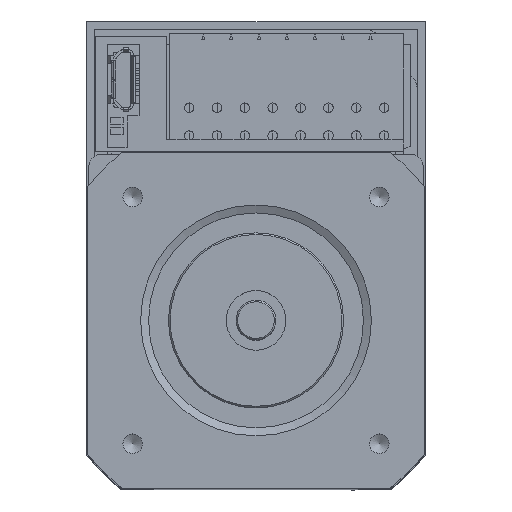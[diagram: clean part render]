
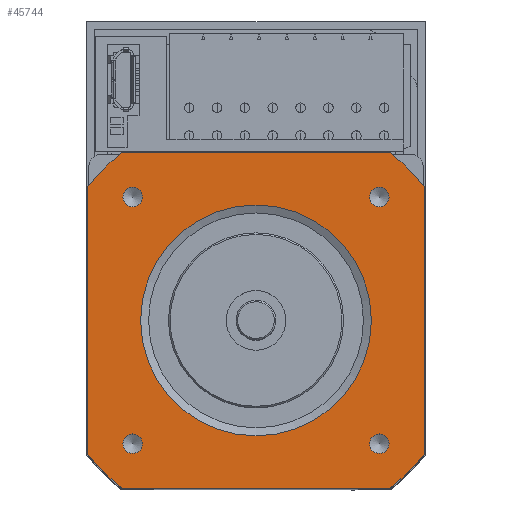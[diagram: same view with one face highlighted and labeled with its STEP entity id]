
A CAD part, top view. The second image highlights one B-rep face of the part: STEP entity #45744.
In plain terms, the highlighted planar face has unit normal (0, 0, 1).
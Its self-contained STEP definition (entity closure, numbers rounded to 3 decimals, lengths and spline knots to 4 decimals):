
#5151=LINE('',#75068,#10009);
#5156=LINE('',#75078,#10014);
#5162=LINE('',#75116,#10020);
#5163=LINE('',#75120,#10021);
#10009=VECTOR('',#60689,3.3567);
#10014=VECTOR('',#60696,3.3567);
#10020=VECTOR('',#60740,3.3567);
#10021=VECTOR('',#60743,3.3567);
#11859=PLANE('',#49157);
#12564=FACE_BOUND('',#17495,.T.);
#12565=FACE_BOUND('',#17496,.T.);
#12566=FACE_BOUND('',#17497,.T.);
#12567=FACE_BOUND('',#17498,.T.);
#12568=FACE_BOUND('',#17499,.T.);
#14877=FACE_OUTER_BOUND('',#17494,.T.);
#17494=EDGE_LOOP('',(#40842,#40843,#40844,#40845,#40846,#40847,#40848,#40849));
#17495=EDGE_LOOP('',(#40850));
#17496=EDGE_LOOP('',(#40851));
#17497=EDGE_LOOP('',(#40852));
#17498=EDGE_LOOP('',(#40853));
#17499=EDGE_LOOP('',(#40854));
#18505=CIRCLE('',#49154,1.45);
#18507=CIRCLE('',#49158,2.7);
#18508=CIRCLE('',#49159,2.7);
#18509=CIRCLE('',#49160,2.7);
#18510=CIRCLE('',#49161,2.7);
#18511=CIRCLE('',#49162,0.123);
#18512=CIRCLE('',#49163,0.123);
#18513=CIRCLE('',#49164,0.123);
#18514=CIRCLE('',#49165,0.123);
#22531=VERTEX_POINT('',#75065);
#22532=VERTEX_POINT('',#75067);
#22535=VERTEX_POINT('',#75075);
#22536=VERTEX_POINT('',#75077);
#22546=VERTEX_POINT('',#75108);
#22548=VERTEX_POINT('',#75114);
#22549=VERTEX_POINT('',#75115);
#22550=VERTEX_POINT('',#75117);
#22551=VERTEX_POINT('',#75119);
#22552=VERTEX_POINT('',#75124);
#22553=VERTEX_POINT('',#75126);
#22554=VERTEX_POINT('',#75128);
#22555=VERTEX_POINT('',#75130);
#28642=EDGE_CURVE('',#22531,#22532,#5151,.T.);
#28647=EDGE_CURVE('',#22535,#22536,#5156,.T.);
#28661=EDGE_CURVE('',#22546,#22546,#18505,.T.);
#28663=EDGE_CURVE('',#22548,#22549,#5162,.T.);
#28664=EDGE_CURVE('',#22550,#22548,#18507,.T.);
#28665=EDGE_CURVE('',#22551,#22550,#5163,.T.);
#28666=EDGE_CURVE('',#22532,#22551,#18508,.T.);
#28667=EDGE_CURVE('',#22536,#22531,#18509,.T.);
#28668=EDGE_CURVE('',#22549,#22535,#18510,.T.);
#28669=EDGE_CURVE('',#22552,#22552,#18511,.T.);
#28670=EDGE_CURVE('',#22553,#22553,#18512,.T.);
#28671=EDGE_CURVE('',#22554,#22554,#18513,.T.);
#28672=EDGE_CURVE('',#22555,#22555,#18514,.T.);
#40842=ORIENTED_EDGE('',*,*,#28663,.F.);
#40843=ORIENTED_EDGE('',*,*,#28664,.F.);
#40844=ORIENTED_EDGE('',*,*,#28665,.F.);
#40845=ORIENTED_EDGE('',*,*,#28666,.F.);
#40846=ORIENTED_EDGE('',*,*,#28642,.F.);
#40847=ORIENTED_EDGE('',*,*,#28667,.F.);
#40848=ORIENTED_EDGE('',*,*,#28647,.F.);
#40849=ORIENTED_EDGE('',*,*,#28668,.F.);
#40850=ORIENTED_EDGE('',*,*,#28669,.T.);
#40851=ORIENTED_EDGE('',*,*,#28670,.T.);
#40852=ORIENTED_EDGE('',*,*,#28671,.T.);
#40853=ORIENTED_EDGE('',*,*,#28672,.T.);
#40854=ORIENTED_EDGE('',*,*,#28661,.F.);
#45744=ADVANCED_FACE('',(#14877,#12564,#12565,#12566,#12567,#12568),#11859,
 .T.);
#49154=AXIS2_PLACEMENT_3D('',#75109,#60732,#60733);
#49157=AXIS2_PLACEMENT_3D('',#75113,#60738,#60739);
#49158=AXIS2_PLACEMENT_3D('',#75118,#60741,#60742);
#49159=AXIS2_PLACEMENT_3D('',#75121,#60744,#60745);
#49160=AXIS2_PLACEMENT_3D('',#75122,#60746,#60747);
#49161=AXIS2_PLACEMENT_3D('',#75123,#60748,#60749);
#49162=AXIS2_PLACEMENT_3D('',#75125,#60750,#60751);
#49163=AXIS2_PLACEMENT_3D('',#75127,#60752,#60753);
#49164=AXIS2_PLACEMENT_3D('',#75129,#60754,#60755);
#49165=AXIS2_PLACEMENT_3D('',#75131,#60756,#60757);
#60689=DIRECTION('',(0.,1.,0.));
#60696=DIRECTION('',(-1.,0.,0.));
#60732=DIRECTION('center_axis',(0.,0.,
1.));
#60733=DIRECTION('ref_axis',(-1.,0.,0.));
#60738=DIRECTION('center_axis',(0.,0.,
1.));
#60739=DIRECTION('ref_axis',(0.,-1.,0.));
#60740=DIRECTION('',(0.,-1.,0.));
#60741=DIRECTION('center_axis',(0.,0.,
-1.));
#60742=DIRECTION('ref_axis',(0.622,0.783,0.));
#60743=DIRECTION('',(1.,0.,0.));
#60744=DIRECTION('center_axis',(0.,0.,
-1.));
#60745=DIRECTION('ref_axis',(-0.783,0.622,0.));
#60746=DIRECTION('center_axis',(0.,0.,
-1.));
#60747=DIRECTION('ref_axis',(-0.622,-0.783,0.));
#60748=DIRECTION('center_axis',(0.,0.,
-1.));
#60749=DIRECTION('ref_axis',(0.783,-0.622,0.));
#60750=DIRECTION('center_axis',(0.,0.,
-1.));
#60751=DIRECTION('ref_axis',(1.,0.,0.));
#60752=DIRECTION('center_axis',(0.,0.,
-1.));
#60753=DIRECTION('ref_axis',(1.,0.,0.));
#60754=DIRECTION('center_axis',(0.,0.,
-1.));
#60755=DIRECTION('ref_axis',(1.,0.,0.));
#60756=DIRECTION('center_axis',(0.,0.,
-1.));
#60757=DIRECTION('ref_axis',(1.,0.,0.));
#75065=CARTESIAN_POINT('',(-2.115,-1.6783,7.425));
#75067=CARTESIAN_POINT('',(-2.115,1.6783,7.425));
#75068=CARTESIAN_POINT('',(-2.115,-1.6783,7.425));
#75075=CARTESIAN_POINT('',(1.6783,-2.115,7.425));
#75077=CARTESIAN_POINT('',(-1.6783,-2.115,7.425));
#75078=CARTESIAN_POINT('',(1.6783,-2.115,7.425));
#75108=CARTESIAN_POINT('',(1.45,0.,7.425));
#75109=CARTESIAN_POINT('Origin',(0.,0.,
7.425));
#75113=CARTESIAN_POINT('Origin',(0.,0.,
7.425));
#75114=CARTESIAN_POINT('',(2.115,1.6783,7.425));
#75115=CARTESIAN_POINT('',(2.115,-1.6783,7.425));
#75116=CARTESIAN_POINT('',(2.115,1.6783,7.425));
#75117=CARTESIAN_POINT('',(1.6783,2.115,7.425));
#75118=CARTESIAN_POINT('Origin',(0.,0.,
7.425));
#75119=CARTESIAN_POINT('',(-1.6783,2.115,7.425));
#75120=CARTESIAN_POINT('',(-1.6783,2.115,7.425));
#75121=CARTESIAN_POINT('Origin',(0.,0.,
7.425));
#75122=CARTESIAN_POINT('Origin',(0.,0.,
7.425));
#75123=CARTESIAN_POINT('Origin',(0.,0.,
7.425));
#75124=CARTESIAN_POINT('',(-1.427,1.55,7.425));
#75125=CARTESIAN_POINT('Origin',(-1.55,1.55,7.425));
#75126=CARTESIAN_POINT('',(1.673,-1.55,7.425));
#75127=CARTESIAN_POINT('Origin',(1.55,-1.55,7.425));
#75128=CARTESIAN_POINT('',(-1.427,-1.55,7.425));
#75129=CARTESIAN_POINT('Origin',(-1.55,-1.55,7.425));
#75130=CARTESIAN_POINT('',(1.673,1.55,7.425));
#75131=CARTESIAN_POINT('Origin',(1.55,1.55,7.425));
